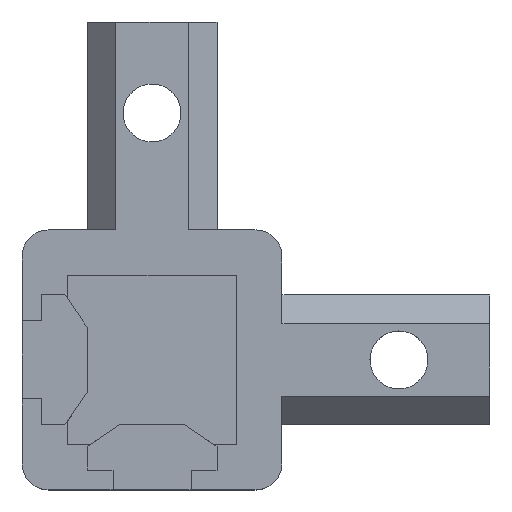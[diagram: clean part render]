
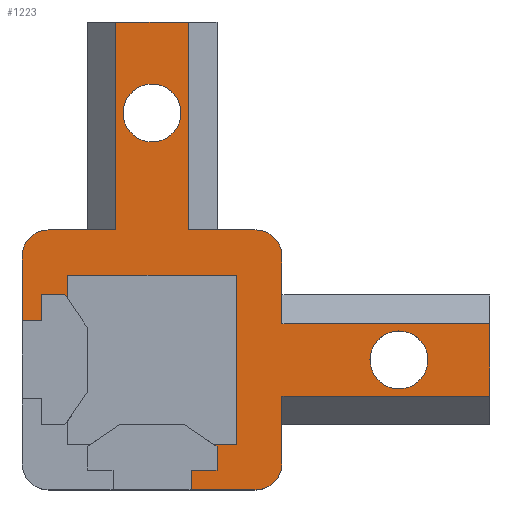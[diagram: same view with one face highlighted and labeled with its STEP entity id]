
A CAD part, top view. The second image highlights one B-rep face of the part: STEP entity #1223.
In plain terms, the highlighted planar face has unit normal (0, 0, 1).
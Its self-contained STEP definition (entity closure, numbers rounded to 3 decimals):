
#16=FACE_BOUND('',#143,.T.);
#17=FACE_BOUND('',#144,.T.);
#24=PLANE('',#1311);
#79=FACE_OUTER_BOUND('',#142,.T.);
#142=EDGE_LOOP('',(#866,#867,#868,#869,#870,#871,#872,#873,#874,#875,#876,
#877,#878,#879,#880,#881,#882,#883,#884,#885,#886,#887,#888,#889,#890,#891,
#892));
#143=EDGE_LOOP('',(#893));
#144=EDGE_LOOP('',(#894));
#211=LINE('',#1718,#375);
#218=LINE('',#1734,#382);
#219=LINE('',#1736,#383);
#220=LINE('',#1738,#384);
#221=LINE('',#1740,#385);
#222=LINE('',#1742,#386);
#223=LINE('',#1746,#387);
#224=LINE('',#1748,#388);
#225=LINE('',#1750,#389);
#226=LINE('',#1752,#390);
#227=LINE('',#1754,#391);
#228=LINE('',#1758,#392);
#229=LINE('',#1760,#393);
#230=LINE('',#1762,#394);
#231=LINE('',#1764,#395);
#232=LINE('',#1766,#396);
#233=LINE('',#1768,#397);
#234=LINE('',#1770,#398);
#235=LINE('',#1772,#399);
#236=LINE('',#1774,#400);
#237=LINE('',#1776,#401);
#238=LINE('',#1778,#402);
#239=LINE('',#1780,#403);
#240=LINE('',#1781,#404);
#375=VECTOR('',#1396,10.);
#382=VECTOR('',#1407,10.);
#383=VECTOR('',#1408,10.);
#384=VECTOR('',#1409,10.);
#385=VECTOR('',#1410,10.);
#386=VECTOR('',#1411,10.);
#387=VECTOR('',#1414,10.);
#388=VECTOR('',#1415,10.);
#389=VECTOR('',#1416,10.);
#390=VECTOR('',#1417,10.);
#391=VECTOR('',#1418,10.);
#392=VECTOR('',#1421,10.);
#393=VECTOR('',#1422,10.);
#394=VECTOR('',#1423,10.);
#395=VECTOR('',#1424,10.);
#396=VECTOR('',#1425,10.);
#397=VECTOR('',#1426,10.);
#398=VECTOR('',#1427,10.);
#399=VECTOR('',#1428,10.);
#400=VECTOR('',#1429,10.);
#401=VECTOR('',#1430,10.);
#402=VECTOR('',#1431,10.);
#403=VECTOR('',#1432,10.);
#404=VECTOR('',#1433,10.);
#537=CIRCLE('',#1307,2.);
#540=CIRCLE('',#1312,2.);
#541=CIRCLE('',#1313,2.);
#542=CIRCLE('',#1314,2.229);
#543=CIRCLE('',#1315,2.229);
#553=VERTEX_POINT('',#1708);
#554=VERTEX_POINT('',#1709);
#557=VERTEX_POINT('',#1717);
#564=VERTEX_POINT('',#1733);
#565=VERTEX_POINT('',#1735);
#566=VERTEX_POINT('',#1737);
#567=VERTEX_POINT('',#1739);
#568=VERTEX_POINT('',#1741);
#569=VERTEX_POINT('',#1743);
#570=VERTEX_POINT('',#1745);
#571=VERTEX_POINT('',#1747);
#572=VERTEX_POINT('',#1749);
#573=VERTEX_POINT('',#1751);
#574=VERTEX_POINT('',#1753);
#575=VERTEX_POINT('',#1755);
#576=VERTEX_POINT('',#1757);
#577=VERTEX_POINT('',#1759);
#578=VERTEX_POINT('',#1761);
#579=VERTEX_POINT('',#1763);
#580=VERTEX_POINT('',#1765);
#581=VERTEX_POINT('',#1767);
#582=VERTEX_POINT('',#1769);
#583=VERTEX_POINT('',#1771);
#584=VERTEX_POINT('',#1773);
#585=VERTEX_POINT('',#1775);
#586=VERTEX_POINT('',#1777);
#587=VERTEX_POINT('',#1779);
#588=VERTEX_POINT('',#1782);
#589=VERTEX_POINT('',#1784);
#673=EDGE_CURVE('',#553,#554,#537,.T.);
#677=EDGE_CURVE('',#557,#554,#211,.T.);
#685=EDGE_CURVE('',#553,#564,#218,.T.);
#686=EDGE_CURVE('',#564,#565,#219,.T.);
#687=EDGE_CURVE('',#565,#566,#220,.T.);
#688=EDGE_CURVE('',#567,#566,#221,.T.);
#689=EDGE_CURVE('',#567,#568,#222,.T.);
#690=EDGE_CURVE('',#569,#568,#540,.T.);
#691=EDGE_CURVE('',#569,#570,#223,.T.);
#692=EDGE_CURVE('',#570,#571,#224,.T.);
#693=EDGE_CURVE('',#572,#571,#225,.T.);
#694=EDGE_CURVE('',#573,#572,#226,.T.);
#695=EDGE_CURVE('',#573,#574,#227,.T.);
#696=EDGE_CURVE('',#575,#574,#541,.T.);
#697=EDGE_CURVE('',#575,#576,#228,.T.);
#698=EDGE_CURVE('',#576,#577,#229,.T.);
#699=EDGE_CURVE('',#577,#578,#230,.T.);
#700=EDGE_CURVE('',#578,#579,#231,.T.);
#701=EDGE_CURVE('',#579,#580,#232,.T.);
#702=EDGE_CURVE('',#580,#581,#233,.T.);
#703=EDGE_CURVE('',#581,#582,#234,.T.);
#704=EDGE_CURVE('',#582,#583,#235,.T.);
#705=EDGE_CURVE('',#583,#584,#236,.T.);
#706=EDGE_CURVE('',#584,#585,#237,.T.);
#707=EDGE_CURVE('',#585,#586,#238,.T.);
#708=EDGE_CURVE('',#586,#587,#239,.T.);
#709=EDGE_CURVE('',#587,#557,#240,.T.);
#710=EDGE_CURVE('',#588,#588,#542,.T.);
#711=EDGE_CURVE('',#589,#589,#543,.T.);
#866=ORIENTED_EDGE('',*,*,#673,.F.);
#867=ORIENTED_EDGE('',*,*,#685,.T.);
#868=ORIENTED_EDGE('',*,*,#686,.T.);
#869=ORIENTED_EDGE('',*,*,#687,.T.);
#870=ORIENTED_EDGE('',*,*,#688,.F.);
#871=ORIENTED_EDGE('',*,*,#689,.T.);
#872=ORIENTED_EDGE('',*,*,#690,.F.);
#873=ORIENTED_EDGE('',*,*,#691,.T.);
#874=ORIENTED_EDGE('',*,*,#692,.T.);
#875=ORIENTED_EDGE('',*,*,#693,.F.);
#876=ORIENTED_EDGE('',*,*,#694,.F.);
#877=ORIENTED_EDGE('',*,*,#695,.T.);
#878=ORIENTED_EDGE('',*,*,#696,.F.);
#879=ORIENTED_EDGE('',*,*,#697,.T.);
#880=ORIENTED_EDGE('',*,*,#698,.T.);
#881=ORIENTED_EDGE('',*,*,#699,.T.);
#882=ORIENTED_EDGE('',*,*,#700,.T.);
#883=ORIENTED_EDGE('',*,*,#701,.T.);
#884=ORIENTED_EDGE('',*,*,#702,.T.);
#885=ORIENTED_EDGE('',*,*,#703,.T.);
#886=ORIENTED_EDGE('',*,*,#704,.T.);
#887=ORIENTED_EDGE('',*,*,#705,.T.);
#888=ORIENTED_EDGE('',*,*,#706,.T.);
#889=ORIENTED_EDGE('',*,*,#707,.T.);
#890=ORIENTED_EDGE('',*,*,#708,.T.);
#891=ORIENTED_EDGE('',*,*,#709,.T.);
#892=ORIENTED_EDGE('',*,*,#677,.T.);
#893=ORIENTED_EDGE('',*,*,#710,.T.);
#894=ORIENTED_EDGE('',*,*,#711,.T.);
#1223=ADVANCED_FACE('',(#79,#16,#17),#24,.T.);
#1307=AXIS2_PLACEMENT_3D('',#1710,#1388,#1389);
#1311=AXIS2_PLACEMENT_3D('',#1732,#1405,#1406);
#1312=AXIS2_PLACEMENT_3D('',#1744,#1412,#1413);
#1313=AXIS2_PLACEMENT_3D('',#1756,#1419,#1420);
#1314=AXIS2_PLACEMENT_3D('',#1783,#1434,#1435);
#1315=AXIS2_PLACEMENT_3D('',#1785,#1436,#1437);
#1388=DIRECTION('center_axis',(0.,0.,-1.));
#1389=DIRECTION('ref_axis',(0.707,-0.707,0.));
#1396=DIRECTION('',(1.,0.,0.));
#1405=DIRECTION('center_axis',(0.,0.,1.));
#1406=DIRECTION('ref_axis',(1.,0.,0.));
#1407=DIRECTION('',(0.,1.,0.));
#1408=DIRECTION('',(1.,0.,0.));
#1409=DIRECTION('',(0.,1.,0.));
#1410=DIRECTION('',(1.,0.,0.));
#1411=DIRECTION('',(0.,1.,0.));
#1412=DIRECTION('center_axis',(0.,0.,-1.));
#1413=DIRECTION('ref_axis',(0.707,0.707,0.));
#1414=DIRECTION('',(-1.,0.,0.));
#1415=DIRECTION('',(0.,1.,0.));
#1416=DIRECTION('',(1.,0.,0.));
#1417=DIRECTION('',(0.,1.,0.));
#1418=DIRECTION('',(-1.,0.,0.));
#1419=DIRECTION('center_axis',(0.,0.,-1.));
#1420=DIRECTION('ref_axis',(-0.707,0.707,0.));
#1421=DIRECTION('',(0.,-1.,0.));
#1422=DIRECTION('',(1.,0.,0.));
#1423=DIRECTION('',(0.,1.,0.));
#1424=DIRECTION('',(1.,0.,0.));
#1425=DIRECTION('',(0.562,-0.827,0.));
#1426=DIRECTION('',(0.,1.,0.));
#1427=DIRECTION('',(1.,0.,0.));
#1428=DIRECTION('',(0.,-1.,0.));
#1429=DIRECTION('',(-1.,0.,0.));
#1430=DIRECTION('',(0.827,-0.562,0.));
#1431=DIRECTION('',(0.,-1.,0.));
#1432=DIRECTION('',(-1.,0.,0.));
#1433=DIRECTION('',(0.,-1.,0.));
#1434=DIRECTION('center_axis',(0.,0.,-1.));
#1435=DIRECTION('ref_axis',(1.,0.,0.));
#1436=DIRECTION('center_axis',(0.,0.,-1.));
#1437=DIRECTION('ref_axis',(0.,1.,0.));
#1708=CARTESIAN_POINT('',(10.,-8.,5.));
#1709=CARTESIAN_POINT('',(8.,-10.,5.));
#1710=CARTESIAN_POINT('Origin',(8.,-8.,5.));
#1717=CARTESIAN_POINT('',(3.,-10.,5.));
#1718=CARTESIAN_POINT('',(-10.,-10.,5.));
#1732=CARTESIAN_POINT('Origin',(0.,0.,
5.));
#1733=CARTESIAN_POINT('',(10.,-2.8,5.));
#1734=CARTESIAN_POINT('',(10.,-10.,5.));
#1735=CARTESIAN_POINT('',(26.,-2.8,5.));
#1736=CARTESIAN_POINT('',(10.,-2.8,5.));
#1737=CARTESIAN_POINT('',(26.,2.8,5.));
#1738=CARTESIAN_POINT('',(26.,-2.8,5.));
#1739=CARTESIAN_POINT('',(10.,2.8,5.));
#1740=CARTESIAN_POINT('',(10.,2.8,5.));
#1741=CARTESIAN_POINT('',(10.,8.,5.));
#1742=CARTESIAN_POINT('',(10.,-10.,5.));
#1743=CARTESIAN_POINT('',(8.,10.,5.));
#1744=CARTESIAN_POINT('Origin',(8.,8.,5.));
#1745=CARTESIAN_POINT('',(2.8,10.,5.));
#1746=CARTESIAN_POINT('',(10.,10.,5.));
#1747=CARTESIAN_POINT('',(2.8,26.,5.));
#1748=CARTESIAN_POINT('',(2.8,10.,5.));
#1749=CARTESIAN_POINT('',(-2.8,26.,5.));
#1750=CARTESIAN_POINT('',(-2.8,26.,5.));
#1751=CARTESIAN_POINT('',(-2.8,10.,5.));
#1752=CARTESIAN_POINT('',(-2.8,10.,5.));
#1753=CARTESIAN_POINT('',(-8.,10.,5.));
#1754=CARTESIAN_POINT('',(10.,10.,5.));
#1755=CARTESIAN_POINT('',(-10.,8.,5.));
#1756=CARTESIAN_POINT('Origin',(-8.,8.,5.));
#1757=CARTESIAN_POINT('',(-10.,3.,5.));
#1758=CARTESIAN_POINT('',(-10.,10.,5.));
#1759=CARTESIAN_POINT('',(-8.5,3.,5.));
#1760=CARTESIAN_POINT('',(-5.,3.,5.));
#1761=CARTESIAN_POINT('',(-8.5,5.,5.));
#1762=CARTESIAN_POINT('',(-8.5,1.5,5.));
#1763=CARTESIAN_POINT('',(-6.7,5.,5.));
#1764=CARTESIAN_POINT('',(-4.25,5.,5.));
#1765=CARTESIAN_POINT('',(-6.5,4.706,5.));
#1766=CARTESIAN_POINT('',(-4.478,1.733,5.));
#1767=CARTESIAN_POINT('',(-6.5,6.5,5.));
#1768=CARTESIAN_POINT('',(-6.5,5.,5.));
#1769=CARTESIAN_POINT('',(6.5,6.5,5.));
#1770=CARTESIAN_POINT('',(5.,6.5,5.));
#1771=CARTESIAN_POINT('',(6.5,-6.5,5.));
#1772=CARTESIAN_POINT('',(6.5,-5.,5.));
#1773=CARTESIAN_POINT('',(4.706,-6.5,5.));
#1774=CARTESIAN_POINT('',(-5.,-6.5,5.));
#1775=CARTESIAN_POINT('',(5.,-6.7,5.));
#1776=CARTESIAN_POINT('',(1.733,-4.478,5.));
#1777=CARTESIAN_POINT('',(5.,-8.5,5.));
#1778=CARTESIAN_POINT('',(5.,-4.25,5.));
#1779=CARTESIAN_POINT('',(3.,-8.5,5.));
#1780=CARTESIAN_POINT('',(1.5,-8.5,5.));
#1781=CARTESIAN_POINT('',(3.,-5.,5.));
#1782=CARTESIAN_POINT('',(-2.229,19.,5.));
#1783=CARTESIAN_POINT('Origin',(0.,19.,5.));
#1784=CARTESIAN_POINT('',(19.,-2.229,5.));
#1785=CARTESIAN_POINT('Origin',(19.,0.,5.));
